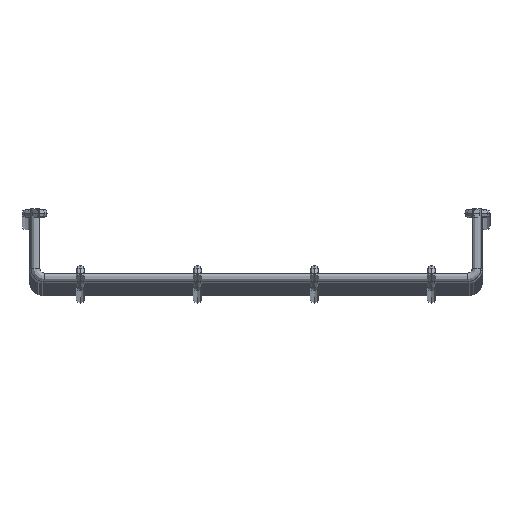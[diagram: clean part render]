
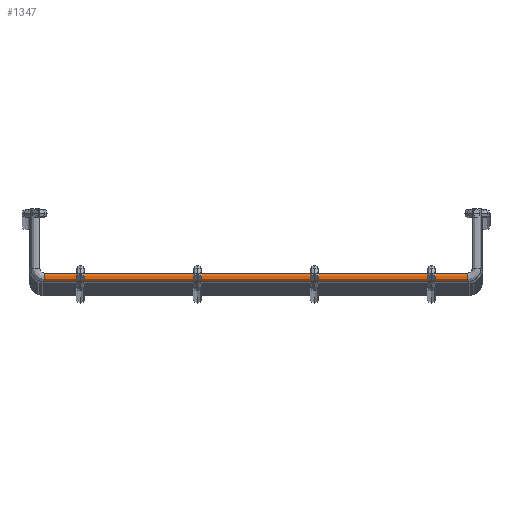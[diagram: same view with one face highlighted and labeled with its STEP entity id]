
A CAD part, top view. The second image highlights one B-rep face of the part: STEP entity #1347.
In plain terms, the highlighted cylindrical face has radius 1.9 mm (diameter 3.8 mm), a partial arc.
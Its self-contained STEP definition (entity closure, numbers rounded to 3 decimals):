
#1175=CARTESIAN_POINT('',(-90.4,0.,0.));
#1176=DIRECTION('',(1.,0.,0.));
#1177=DIRECTION('',(0.,1.,0.));
#1178=AXIS2_PLACEMENT_3D('',#1175,#1176,#1177);
#1180=DIRECTION('',(1.,0.,0.));
#1181=VECTOR('',#1180,180.8);
#1182=CARTESIAN_POINT('',(-90.4,1.9,0.));
#1183=LINE('',#1182,#1181);
#1189=DIRECTION('',(1.,0.,0.));
#1190=VECTOR('',#1189,180.8);
#1191=CARTESIAN_POINT('',(-90.4,-1.9,0.));
#1192=LINE('',#1191,#1190);
#1203=CARTESIAN_POINT('',(90.4,0.,0.));
#1204=DIRECTION('',(1.,0.,0.));
#1205=DIRECTION('',(0.,1.,0.));
#1206=AXIS2_PLACEMENT_3D('',#1203,#1204,#1205);
#1249=CARTESIAN_POINT('',(-90.4,1.9,0.));
#1250=CARTESIAN_POINT('',(-90.4,-1.9,0.));
#1251=VERTEX_POINT('',#1249);
#1252=VERTEX_POINT('',#1250);
#1253=CARTESIAN_POINT('',(90.4,1.9,0.));
#1254=CARTESIAN_POINT('',(90.4,-1.9,0.));
#1255=VERTEX_POINT('',#1253);
#1256=VERTEX_POINT('',#1254);
#1333=CARTESIAN_POINT('',(-90.4,0.,0.));
#1334=DIRECTION('',(1.,0.,0.));
#1335=DIRECTION('',(0.,1.,0.));
#1336=AXIS2_PLACEMENT_3D('',#1333,#1334,#1335);
#1337=CYLINDRICAL_SURFACE('',#1336,1.9);
#1338=ORIENTED_EDGE('',*,*,#1327,.F.);
#1340=ORIENTED_EDGE('',*,*,#1339,.T.);
#1342=ORIENTED_EDGE('',*,*,#1341,.T.);
#1344=ORIENTED_EDGE('',*,*,#1343,.F.);
#1345=EDGE_LOOP('',(#1338,#1340,#1342,#1344));
#1346=FACE_OUTER_BOUND('',#1345,.F.);
#1347=ADVANCED_FACE('',(#1346),#1337,.T.);
#1179=CIRCLE('',#1178,1.9);
#1207=CIRCLE('',#1206,1.9);
#1327=EDGE_CURVE('',#1251,#1252,#1179,.T.);
#1339=EDGE_CURVE('',#1251,#1255,#1183,.T.);
#1341=EDGE_CURVE('',#1255,#1256,#1207,.T.);
#1343=EDGE_CURVE('',#1252,#1256,#1192,.T.);
